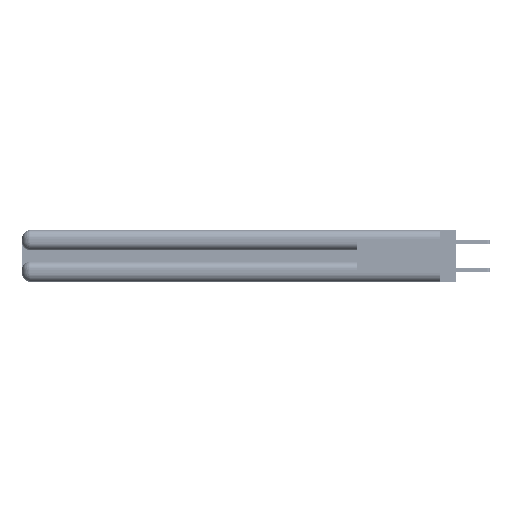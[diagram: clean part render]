
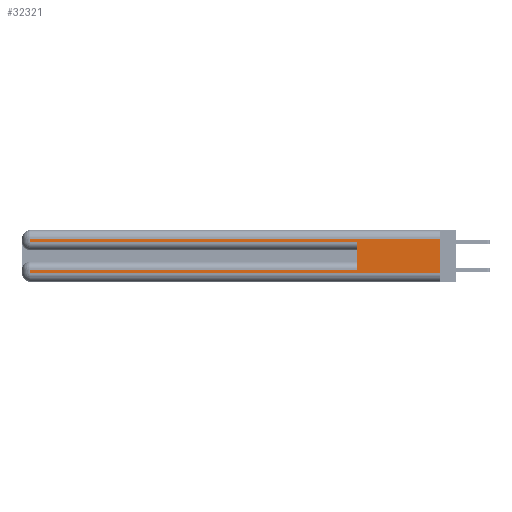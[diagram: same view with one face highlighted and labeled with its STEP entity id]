
A CAD part, left-side view. The second image highlights one B-rep face of the part: STEP entity #32321.
In plain terms, the highlighted planar face has unit normal (-1, 0, 0).
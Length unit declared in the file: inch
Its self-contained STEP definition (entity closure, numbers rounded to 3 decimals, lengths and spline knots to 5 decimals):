
#2450 = FACE_OUTER_BOUND ( 'NONE', #2562, .T. ) ;
#2562 = EDGE_LOOP ( 'NONE', ( #34184, #15464, #6856, #20994, #24332, #34201, #43293, #37514 ) ) ;
#2608 = CARTESIAN_POINT ( 'NONE',  ( 0., 0., 0.31 ) ) ;
#3307 = PLANE ( 'NONE',  #28628 ) ;
#3458 = CARTESIAN_POINT ( 'NONE',  ( 0., 0.6, 0.085 ) ) ;
#4007 = DIRECTION ( 'NONE',  ( 0., 0., -1. ) ) ;
#5269 = VECTOR ( 'NONE', #33675, 39.37008 ) ;
#6171 = CARTESIAN_POINT ( 'NONE',  ( 0., 0., 0.37 ) ) ;
#6686 = VECTOR ( 'NONE', #35031, 39.37008 ) ;
#6856 = ORIENTED_EDGE ( 'NONE', *, *, #34912, .T. ) ;
#8151 = LINE ( 'NONE', #9502, #36929 ) ;
#8234 = VERTEX_POINT ( 'NONE', #37450 ) ;
#9502 = CARTESIAN_POINT ( 'NONE',  ( 0., 0., 0.06 ) ) ;
#13430 = EDGE_CURVE ( 'NONE', #21120, #30814, #29682, .T. ) ;
#15464 = ORIENTED_EDGE ( 'NONE', *, *, #15477, .T. ) ;
#15477 = EDGE_CURVE ( 'NONE', #24910, #20371, #35745, .T. ) ;
#17093 = CARTESIAN_POINT ( 'NONE',  ( 0., 0.6, 0.285 ) ) ;
#17205 = LINE ( 'NONE', #18836, #45976 ) ;
#17925 = LINE ( 'NONE', #38073, #40503 ) ;
#18836 = CARTESIAN_POINT ( 'NONE',  ( 0., 2.94, 0.37 ) ) ;
#19454 = CARTESIAN_POINT ( 'NONE',  ( 0., 2.94, 0.085 ) ) ;
#19522 = CARTESIAN_POINT ( 'NONE',  ( 0., 2.94, 0.06 ) ) ;
#20371 = VERTEX_POINT ( 'NONE', #31792 ) ;
#20455 = EDGE_CURVE ( 'NONE', #8234, #27971, #27691, .T. ) ;
#20994 = ORIENTED_EDGE ( 'NONE', *, *, #20455, .T. ) ;
#21120 = VERTEX_POINT ( 'NONE', #3458 ) ;
#21646 = CARTESIAN_POINT ( 'NONE',  ( 0., 0., 0.285 ) ) ;
#24332 = ORIENTED_EDGE ( 'NONE', *, *, #46642, .F. ) ;
#24432 = DIRECTION ( 'NONE',  ( 0., 0., 1. ) ) ;
#24532 = LINE ( 'NONE', #43031, #39209 ) ;
#24910 = VERTEX_POINT ( 'NONE', #2608 ) ;
#27509 = DIRECTION ( 'NONE',  ( 0., -1., 0. ) ) ;
#27691 = LINE ( 'NONE', #21646, #42329 ) ;
#27971 = VERTEX_POINT ( 'NONE', #17093 ) ;
#28628 = AXIS2_PLACEMENT_3D ( 'NONE', #6171, #32049, #42426 ) ;
#29682 = LINE ( 'NONE', #40737, #36988 ) ;
#29865 = CARTESIAN_POINT ( 'NONE',  ( 0., 0., 0.31 ) ) ;
#30650 = EDGE_CURVE ( 'NONE', #30814, #43817, #17205, .T. ) ;
#30814 = VERTEX_POINT ( 'NONE', #19454 ) ;
#30982 = EDGE_CURVE ( 'NONE', #43817, #32152, #8151, .T. ) ;
#31792 = CARTESIAN_POINT ( 'NONE',  ( 0., 2.94, 0.31 ) ) ;
#32049 = DIRECTION ( 'NONE',  ( 1., 0., 0. ) ) ;
#32152 = VERTEX_POINT ( 'NONE', #34587 ) ;
#32321 = ADVANCED_FACE ( 'NONE', ( #2450 ), #3307, .F. ) ;
#32685 = LINE ( 'NONE', #42270, #6686 ) ;
#33675 = DIRECTION ( 'NONE',  ( 0., 1., 0. ) ) ;
#34184 = ORIENTED_EDGE ( 'NONE', *, *, #45264, .F. ) ;
#34201 = ORIENTED_EDGE ( 'NONE', *, *, #13430, .T. ) ;
#34587 = CARTESIAN_POINT ( 'NONE',  ( 0., 0., 0.06 ) ) ;
#34767 = DIRECTION ( 'NONE',  ( 0., 0., -1. ) ) ;
#34912 = EDGE_CURVE ( 'NONE', #20371, #8234, #17925, .T. ) ;
#35031 = DIRECTION ( 'NONE',  ( 0., 0., -1. ) ) ;
#35745 = LINE ( 'NONE', #29865, #5269 ) ;
#36929 = VECTOR ( 'NONE', #27509, 39.37008 ) ;
#36988 = VECTOR ( 'NONE', #43570, 39.37008 ) ;
#37450 = CARTESIAN_POINT ( 'NONE',  ( 0., 2.94, 0.285 ) ) ;
#37514 = ORIENTED_EDGE ( 'NONE', *, *, #30982, .T. ) ;
#38073 = CARTESIAN_POINT ( 'NONE',  ( 0., 2.94, 0.37 ) ) ;
#39209 = VECTOR ( 'NONE', #24432, 39.37008 ) ;
#39636 = DIRECTION ( 'NONE',  ( 0., -1., 0. ) ) ;
#40503 = VECTOR ( 'NONE', #34767, 39.37008 ) ;
#40737 = CARTESIAN_POINT ( 'NONE',  ( 0., 0., 0.085 ) ) ;
#42270 = CARTESIAN_POINT ( 'NONE',  ( 0., 0., 0.37 ) ) ;
#42329 = VECTOR ( 'NONE', #39636, 39.37008 ) ;
#42426 = DIRECTION ( 'NONE',  ( 0., 0., -1. ) ) ;
#43031 = CARTESIAN_POINT ( 'NONE',  ( 0., 0.6, 0.145 ) ) ;
#43293 = ORIENTED_EDGE ( 'NONE', *, *, #30650, .T. ) ;
#43570 = DIRECTION ( 'NONE',  ( 0., 1., 0. ) ) ;
#43817 = VERTEX_POINT ( 'NONE', #19522 ) ;
#45264 = EDGE_CURVE ( 'NONE', #24910, #32152, #32685, .T. ) ;
#45976 = VECTOR ( 'NONE', #4007, 39.37008 ) ;
#46642 = EDGE_CURVE ( 'NONE', #21120, #27971, #24532, .T. ) ;
